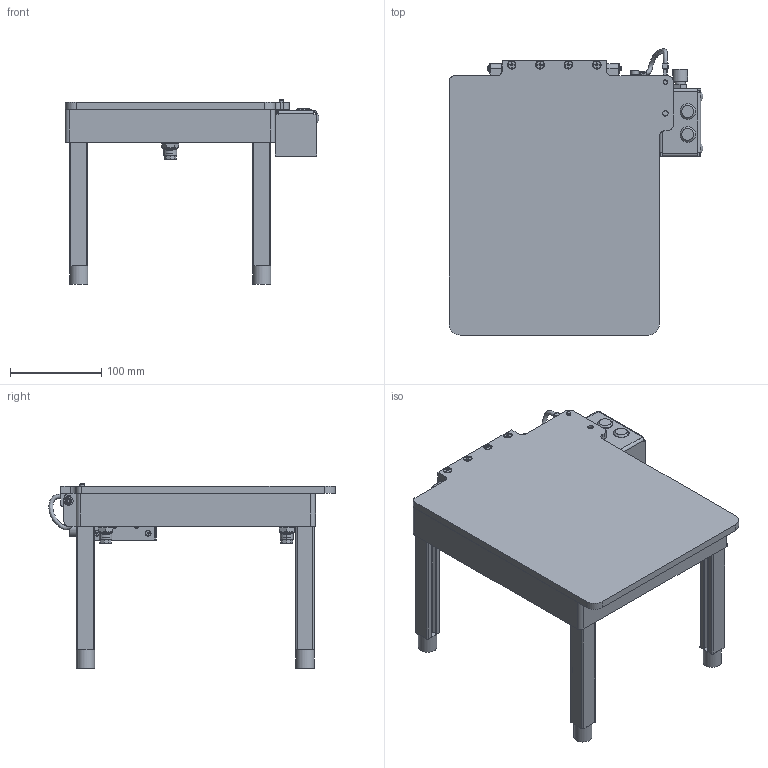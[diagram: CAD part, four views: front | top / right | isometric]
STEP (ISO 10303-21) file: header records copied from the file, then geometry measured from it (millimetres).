
FILE_DESCRIPTION(/* description */ (''),/* implementation_level */ '2;1');
FILE_NAME(/* name */ '600-100_002.stp',/* time_stamp */ '2022-09-07T09:01:34+02:00',/* author */ (''),/* organization */ (''),/* preprocessor_version */ 'ST-DEVELOPER v16',/* originating_system */ 'SIEMENS PLM Software NX 10.0',/* authorisation */ '');
FILE_SCHEMA (('AUTOMOTIVE_DESIGN { 1 0 10303 214 3 1 1 1 }'));
Length unit declared in the file: millimetre
Products named in the file (1): hend12284948tucc
Bounding box: 277.57 x 313.03 x 201.48 mm (x, y, z)
Volume: 2137981 mm3; surface area: 742651 mm2
Topology: 65 solids, 65 shells, 1846 faces, 4609 edges, 2944 vertices
Faces by surface type: plane 1015, cylinder 528, cone 216, torus 66, bspline 13, sphere 4, revolution 4
Full cylindrical faces by diameter (mm): 2.5 x2, 2.6 x4, 3 x6, 3.2 x2, 3.3 x6, 4 x4, 4.2 x2, 4.4 x2, 4.5 x4, 5 x9, 5.1 x1, 5.3 x4, 5.5 x20, 6 x12, 6.5 x2, 6.6 x4, 8 x5, 8.4 x4, 8.5 x2, 8.9 x2, 9 x4, 10 x11, 11.908 x2, 12 x5, 12.5 x3, 13 x6, 15 x2, 16.3 x1, 17 x2, 19.933 x1
Entity records: 56349 total; most frequent: CARTESIAN_POINT 12404, DIRECTION 9070, ORIENTED_EDGE 8430, EDGE_CURVE 4215, AXIS2_PLACEMENT_3D 3212, VERTEX_POINT 2804, LINE 2642, VECTOR 2642
